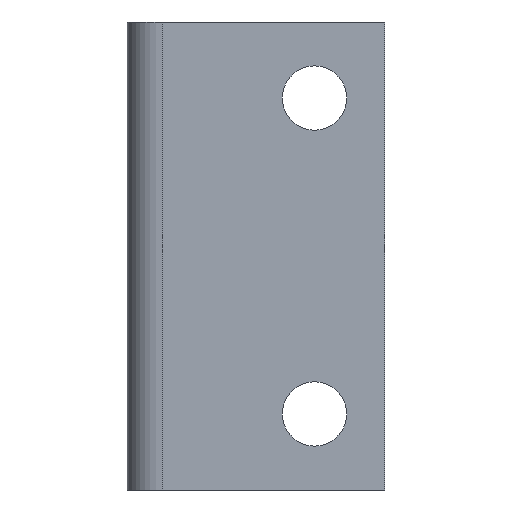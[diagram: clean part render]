
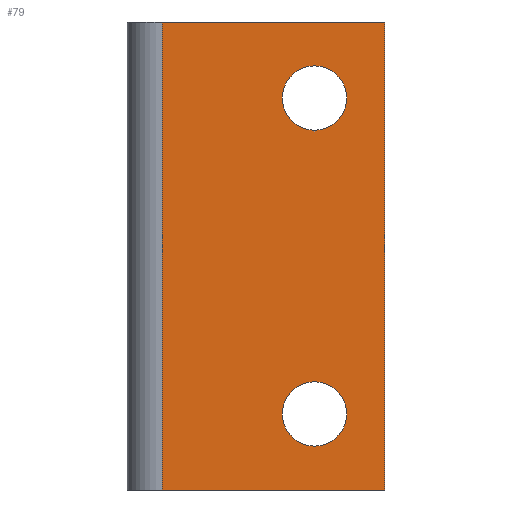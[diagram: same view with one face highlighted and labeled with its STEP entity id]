
A CAD part, front view. The second image highlights one B-rep face of the part: STEP entity #79.
In plain terms, the highlighted planar face has unit normal (0, -1, 0).
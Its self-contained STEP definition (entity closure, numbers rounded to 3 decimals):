
#79 = ADVANCED_FACE( '', ( #102, #103, #104 ), #105, .F. );
#102 = FACE_BOUND( '', #146, .T. );
#103 = FACE_BOUND( '', #147, .T. );
#104 = FACE_OUTER_BOUND( '', #148, .T. );
#105 = PLANE( '', #149 );
#146 = EDGE_LOOP( '', ( #212 ) );
#147 = EDGE_LOOP( '', ( #213 ) );
#148 = EDGE_LOOP( '', ( #214, #215, #216, #217 ) );
#149 = AXIS2_PLACEMENT_3D( '', #218, #219, #220 );
#212 = ORIENTED_EDGE( '', *, *, #321, .F. );
#213 = ORIENTED_EDGE( '', *, *, #322, .F. );
#214 = ORIENTED_EDGE( '', *, *, #323, .T. );
#215 = ORIENTED_EDGE( '', *, *, #324, .F. );
#216 = ORIENTED_EDGE( '', *, *, #325, .F. );
#217 = ORIENTED_EDGE( '', *, *, #319, .T. );
#218 = CARTESIAN_POINT( '', ( 3., 0., 20. ) );
#219 = DIRECTION( '', ( 0., 1., 0. ) );
#220 = DIRECTION( '', ( 0., 0., 1. ) );
#319 = EDGE_CURVE( '', #370, #368, #371, .T. );
#321 = EDGE_CURVE( '', #373, #373, #374, .T. );
#322 = EDGE_CURVE( '', #375, #375, #376, .T. );
#323 = EDGE_CURVE( '', #368, #377, #378, .T. );
#324 = EDGE_CURVE( '', #379, #377, #380, .T. );
#325 = EDGE_CURVE( '', #370, #379, #381, .T. );
#368 = VERTEX_POINT( '', #445 );
#370 = VERTEX_POINT( '', #447 );
#371 = LINE( '', #448, #449 );
#373 = VERTEX_POINT( '', #451 );
#374 = CIRCLE( '', #452, 2.75 );
#375 = VERTEX_POINT( '', #453 );
#376 = CIRCLE( '', #454, 2.75 );
#377 = VERTEX_POINT( '', #455 );
#378 = LINE( '', #456, #457 );
#379 = VERTEX_POINT( '', #458 );
#380 = LINE( '', #459, #460 );
#381 = LINE( '', #461, #462 );
#445 = CARTESIAN_POINT( '', ( 3., 0., -20. ) );
#447 = CARTESIAN_POINT( '', ( 3., 0., 20. ) );
#448 = CARTESIAN_POINT( '', ( 3., 0., 20. ) );
#449 = VECTOR( '', #521, 1000. );
#451 = CARTESIAN_POINT( '', ( 16., 0., -16.25 ) );
#452 = AXIS2_PLACEMENT_3D( '', #525, #526, #527 );
#453 = CARTESIAN_POINT( '', ( 16., 0., 10.75 ) );
#454 = AXIS2_PLACEMENT_3D( '', #528, #529, #530 );
#455 = CARTESIAN_POINT( '', ( 22., 0., -20. ) );
#456 = CARTESIAN_POINT( '', ( 3., 0., -20. ) );
#457 = VECTOR( '', #531, 1000. );
#458 = CARTESIAN_POINT( '', ( 22., 0., 20. ) );
#459 = CARTESIAN_POINT( '', ( 22., 0., 20. ) );
#460 = VECTOR( '', #532, 1000. );
#461 = CARTESIAN_POINT( '', ( 3., 0., 20. ) );
#462 = VECTOR( '', #533, 1000. );
#521 = DIRECTION( '', ( 0., 0., -1. ) );
#525 = CARTESIAN_POINT( '', ( 16., 0., -13.5 ) );
#526 = DIRECTION( '', ( 0., -1., 0. ) );
#527 = DIRECTION( '', ( 0., 0., -1. ) );
#528 = CARTESIAN_POINT( '', ( 16., 0., 13.5 ) );
#529 = DIRECTION( '', ( 0., -1., 0. ) );
#530 = DIRECTION( '', ( 0., 0., -1. ) );
#531 = DIRECTION( '', ( 1., 0., 0. ) );
#532 = DIRECTION( '', ( 0., 0., -1. ) );
#533 = DIRECTION( '', ( 1., 0., 0. ) );
